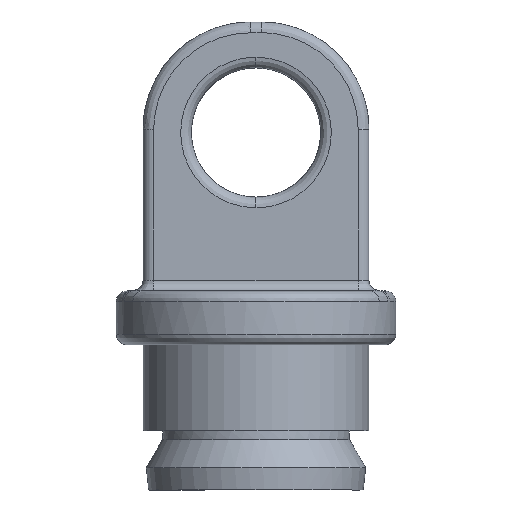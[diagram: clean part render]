
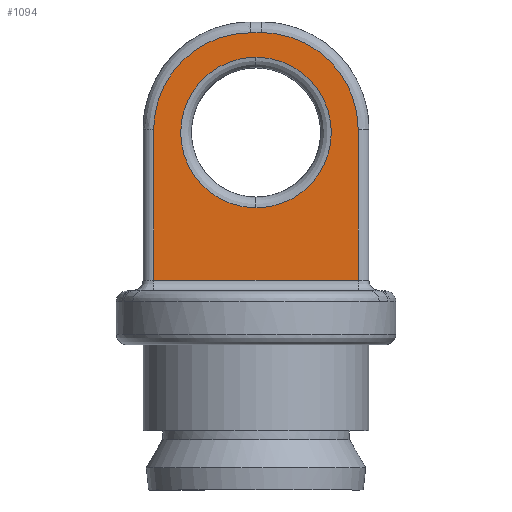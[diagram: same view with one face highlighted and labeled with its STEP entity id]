
A CAD part, front view. The second image highlights one B-rep face of the part: STEP entity #1094.
In plain terms, the highlighted free-form (B-spline) face has degree [1, 1] with [2, 2] control points.
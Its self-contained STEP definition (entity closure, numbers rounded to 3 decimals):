
#274 = VERTEX_POINT('',#275);
#275 = CARTESIAN_POINT('',(0.,-6.777,
    11.339));
#281 = EDGE_CURVE('',#282,#274,#284,.T.);
#282 = VERTEX_POINT('',#283);
#283 = CARTESIAN_POINT('',(0.,-6.777,
    30.314));
#284 = ( BOUNDED_CURVE() B_SPLINE_CURVE(2,(#285,#286,#287,#288,#289),
.UNSPECIFIED.,.F.,.F.) B_SPLINE_CURVE_WITH_KNOTS((3,2,3),(0.,
1.571,3.142),.PIECEWISE_BEZIER_KNOTS.) CURVE() 
GEOMETRIC_REPRESENTATION_ITEM() RATIONAL_B_SPLINE_CURVE((1.,
0.707,1.,0.707,1.)) REPRESENTATION_ITEM('') );
#285 = CARTESIAN_POINT('',(0.,-6.777,
    30.314));
#286 = CARTESIAN_POINT('',(9.488,-6.777,
    30.314));
#287 = CARTESIAN_POINT('',(9.488,-6.777,
    20.826));
#288 = CARTESIAN_POINT('',(9.488,-6.777,
    11.339));
#289 = CARTESIAN_POINT('',(0.,-6.777,
    11.339));
#1094 = ADVANCED_FACE('',(#1095,#1141),#1152,.F.);
#1095 = FACE_BOUND('',#1096,.T.);
#1096 = EDGE_LOOP('',(#1097,#1106,#1114,#1121,#1128,#1135));
#1097 = ORIENTED_EDGE('',*,*,#1098,.T.);
#1098 = EDGE_CURVE('',#1099,#1101,#1103,.T.);
#1099 = VERTEX_POINT('',#1100);
#1100 = CARTESIAN_POINT('',(0.678,-6.777,
    33.394));
#1101 = VERTEX_POINT('',#1102);
#1102 = CARTESIAN_POINT('',(-0.678,-6.777,
    33.394));
#1103 = B_SPLINE_CURVE_WITH_KNOTS('',1,(#1104,#1105),.UNSPECIFIED.,.F.,
  .F.,(2,2),(-1.,0.),.PIECEWISE_BEZIER_KNOTS.);
#1104 = CARTESIAN_POINT('',(0.678,-6.777,
    33.394));
#1105 = CARTESIAN_POINT('',(-0.678,-6.777,
    33.394));
#1106 = ORIENTED_EDGE('',*,*,#1107,.T.);
#1107 = EDGE_CURVE('',#1101,#1108,#1110,.T.);
#1108 = VERTEX_POINT('',#1109);
#1109 = CARTESIAN_POINT('',(-12.876,-6.777,
    21.195));
#1110 = ( BOUNDED_CURVE() B_SPLINE_CURVE(2,(#1111,#1112,#1113),
.UNSPECIFIED.,.F.,.F.) B_SPLINE_CURVE_WITH_KNOTS((3,3),(0.,
1.571),.PIECEWISE_BEZIER_KNOTS.) CURVE() 
GEOMETRIC_REPRESENTATION_ITEM() RATIONAL_B_SPLINE_CURVE((1.,
0.707,1.)) REPRESENTATION_ITEM('') );
#1111 = CARTESIAN_POINT('',(-0.678,-6.777,
    33.394));
#1112 = CARTESIAN_POINT('',(-12.876,-6.777,
    33.394));
#1113 = CARTESIAN_POINT('',(-12.876,-6.777,
    21.195));
#1114 = ORIENTED_EDGE('',*,*,#1115,.T.);
#1115 = EDGE_CURVE('',#1108,#1116,#1118,.T.);
#1116 = VERTEX_POINT('',#1117);
#1117 = CARTESIAN_POINT('',(-12.876,-6.777,
    2.22));
#1118 = B_SPLINE_CURVE_WITH_KNOTS('',1,(#1119,#1120),.UNSPECIFIED.,.F.,
  .F.,(2,2),(-15.,-1.),.PIECEWISE_BEZIER_KNOTS.);
#1119 = CARTESIAN_POINT('',(-12.876,-6.777,
    21.195));
#1120 = CARTESIAN_POINT('',(-12.876,-6.777,
    2.22));
#1121 = ORIENTED_EDGE('',*,*,#1122,.T.);
#1122 = EDGE_CURVE('',#1116,#1123,#1125,.T.);
#1123 = VERTEX_POINT('',#1124);
#1124 = CARTESIAN_POINT('',(12.876,-6.777,
    2.22));
#1125 = B_SPLINE_CURVE_WITH_KNOTS('',1,(#1126,#1127),.UNSPECIFIED.,.F.,
  .F.,(2,2),(-9.,10.),.PIECEWISE_BEZIER_KNOTS.);
#1126 = CARTESIAN_POINT('',(-12.876,-6.777,
    2.22));
#1127 = CARTESIAN_POINT('',(12.876,-6.777,
    2.22));
#1128 = ORIENTED_EDGE('',*,*,#1129,.T.);
#1129 = EDGE_CURVE('',#1123,#1130,#1132,.T.);
#1130 = VERTEX_POINT('',#1131);
#1131 = CARTESIAN_POINT('',(12.876,-6.777,
    21.195));
#1132 = B_SPLINE_CURVE_WITH_KNOTS('',1,(#1133,#1134),.UNSPECIFIED.,.F.,
  .F.,(2,2),(-14.,0.),.PIECEWISE_BEZIER_KNOTS.);
#1133 = CARTESIAN_POINT('',(12.876,-6.777,
    2.22));
#1134 = CARTESIAN_POINT('',(12.876,-6.777,
    21.195));
#1135 = ORIENTED_EDGE('',*,*,#1136,.T.);
#1136 = EDGE_CURVE('',#1130,#1099,#1137,.T.);
#1137 = ( BOUNDED_CURVE() B_SPLINE_CURVE(2,(#1138,#1139,#1140),
.UNSPECIFIED.,.F.,.F.) B_SPLINE_CURVE_WITH_KNOTS((3,3),(4.712,
6.283),.PIECEWISE_BEZIER_KNOTS.) CURVE() 
GEOMETRIC_REPRESENTATION_ITEM() RATIONAL_B_SPLINE_CURVE((1.,
0.707,1.)) REPRESENTATION_ITEM('') );
#1138 = CARTESIAN_POINT('',(12.876,-6.777,
    21.195));
#1139 = CARTESIAN_POINT('',(12.876,-6.777,
    33.394));
#1140 = CARTESIAN_POINT('',(0.678,-6.777,
    33.394));
#1141 = FACE_BOUND('',#1142,.T.);
#1142 = EDGE_LOOP('',(#1143,#1144));
#1143 = ORIENTED_EDGE('',*,*,#281,.T.);
#1144 = ORIENTED_EDGE('',*,*,#1145,.T.);
#1145 = EDGE_CURVE('',#274,#282,#1146,.T.);
#1146 = ( BOUNDED_CURVE() B_SPLINE_CURVE(2,(#1147,#1148,#1149,#1150,
#1151),.UNSPECIFIED.,.F.,.F.) B_SPLINE_CURVE_WITH_KNOTS((3,2,3),(
    3.142,4.712,6.283),
.PIECEWISE_BEZIER_KNOTS.) CURVE() GEOMETRIC_REPRESENTATION_ITEM() 
RATIONAL_B_SPLINE_CURVE((1.,0.707,1.,0.707,1.)) 
REPRESENTATION_ITEM('') );
#1147 = CARTESIAN_POINT('',(0.,-6.777,
    11.339));
#1148 = CARTESIAN_POINT('',(-9.488,-6.777,
    11.339));
#1149 = CARTESIAN_POINT('',(-9.488,-6.777,
    20.826));
#1150 = CARTESIAN_POINT('',(-9.488,-6.777,
    30.314));
#1151 = CARTESIAN_POINT('',(0.,-6.777,
    30.314));
#1152 = B_SPLINE_SURFACE_WITH_KNOTS('',1,1,(
    (#1153,#1154)
    ,(#1155,#1156
    )),.UNSPECIFIED.,.F.,.F.,.F.,(2,2),(2,2),(-14.,9.),(-9.,10.),
  .PIECEWISE_BEZIER_KNOTS.);
#1153 = CARTESIAN_POINT('',(-12.876,-6.777,
    2.22));
#1154 = CARTESIAN_POINT('',(12.876,-6.777,
    2.22));
#1155 = CARTESIAN_POINT('',(-12.876,-6.777,
    33.394));
#1156 = CARTESIAN_POINT('',(12.876,-6.777,
    33.394));
